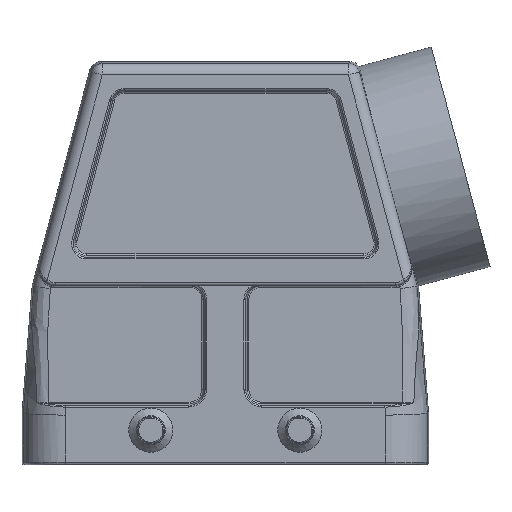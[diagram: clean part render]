
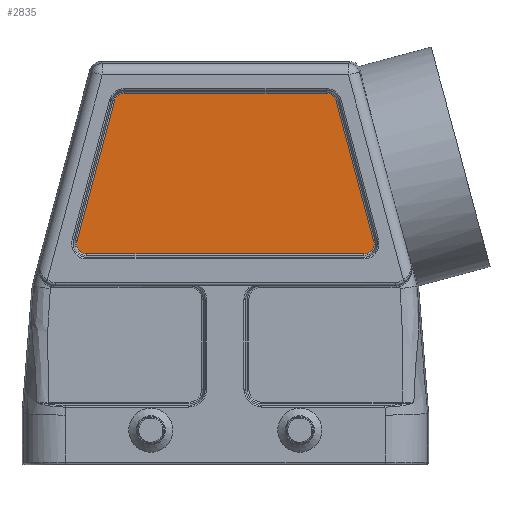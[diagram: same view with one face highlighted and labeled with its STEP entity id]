
A CAD part, front view. The second image highlights one B-rep face of the part: STEP entity #2835.
In plain terms, the highlighted planar face has unit normal (0, -1, 0).
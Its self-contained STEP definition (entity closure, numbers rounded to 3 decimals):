
#1054=FACE_OUTER_BOUND('',#3781,.T.);
#1490=CIRCLE('',#10002,1.835);
#1491=CIRCLE('',#10003,1.835);
#1492=CIRCLE('',#10004,1.835);
#1493=CIRCLE('',#10005,1.835);
#1880=LINE('',#17185,#2394);
#1881=LINE('',#17190,#2395);
#1882=LINE('',#17194,#2396);
#1883=LINE('',#17198,#2397);
#2394=VECTOR('',#11078,1.);
#2395=VECTOR('',#11081,1.);
#2396=VECTOR('',#11084,1.);
#2397=VECTOR('',#11087,1.);
#2835=ADVANCED_FACE('',(#1054),#3329,.F.);
#3329=PLANE('',#10006);
#3781=EDGE_LOOP('',(#4991,#4992,#4993,#4994,#4995,#4996,#4997,#4998));
#4991=ORIENTED_EDGE('',*,*,#8267,.T.);
#4992=ORIENTED_EDGE('',*,*,#8268,.T.);
#4993=ORIENTED_EDGE('',*,*,#8269,.T.);
#4994=ORIENTED_EDGE('',*,*,#8270,.T.);
#4995=ORIENTED_EDGE('',*,*,#8271,.T.);
#4996=ORIENTED_EDGE('',*,*,#8272,.T.);
#4997=ORIENTED_EDGE('',*,*,#8273,.T.);
#4998=ORIENTED_EDGE('',*,*,#8274,.T.);
#7338=VERTEX_POINT('',#17186);
#7339=VERTEX_POINT('',#17187);
#7340=VERTEX_POINT('',#17189);
#7341=VERTEX_POINT('',#17191);
#7342=VERTEX_POINT('',#17193);
#7343=VERTEX_POINT('',#17195);
#7344=VERTEX_POINT('',#17197);
#7345=VERTEX_POINT('',#17199);
#8267=EDGE_CURVE('',#7338,#7339,#1880,.T.);
#8268=EDGE_CURVE('',#7339,#7340,#1490,.T.);
#8269=EDGE_CURVE('',#7340,#7341,#1881,.T.);
#8270=EDGE_CURVE('',#7341,#7342,#1491,.T.);
#8271=EDGE_CURVE('',#7342,#7343,#1882,.T.);
#8272=EDGE_CURVE('',#7343,#7344,#1492,.T.);
#8273=EDGE_CURVE('',#7344,#7345,#1883,.T.);
#8274=EDGE_CURVE('',#7345,#7338,#1493,.T.);
#10002=AXIS2_PLACEMENT_3D('',#17188,#11079,#11080);
#10003=AXIS2_PLACEMENT_3D('',#17192,#11082,#11083);
#10004=AXIS2_PLACEMENT_3D('',#17196,#11085,#11086);
#10005=AXIS2_PLACEMENT_3D('',#17200,#11088,#11089);
#10006=AXIS2_PLACEMENT_3D('',#17201,#11090,#11091);
#11078=DIRECTION('',(-0.259,0.,0.966));
#11079=DIRECTION('',(0.,-1.,0.));
#11080=DIRECTION('',(0.,0.,1.));
#11081=DIRECTION('',(-1.,0.,0.));
#11082=DIRECTION('',(0.,-1.,0.));
#11083=DIRECTION('',(0.,0.,1.));
#11084=DIRECTION('',(-0.259,0.,-0.966));
#11085=DIRECTION('',(0.,-1.,0.));
#11086=DIRECTION('',(0.,0.,1.));
#11087=DIRECTION('',(1.,0.,0.));
#11088=DIRECTION('',(0.,-1.,0.));
#11089=DIRECTION('',(0.,0.,1.));
#11090=DIRECTION('',(0.,1.,0.));
#11091=DIRECTION('',(0.,0.,-1.));
#17185=CARTESIAN_POINT('',(19.8,-21.25,55.825));
#17186=CARTESIAN_POINT('',(26.498,-21.25,30.825));
#17187=CARTESIAN_POINT('',(19.8,-21.25,55.825));
#17188=CARTESIAN_POINT('',(18.027,-21.25,55.35));
#17189=CARTESIAN_POINT('',(18.027,-21.25,57.185));
#17190=CARTESIAN_POINT('',(-18.027,-21.25,57.185));
#17191=CARTESIAN_POINT('',(-18.027,-21.25,57.185));
#17192=CARTESIAN_POINT('',(-18.027,-21.25,55.35));
#17193=CARTESIAN_POINT('',(-19.8,-21.25,55.825));
#17194=CARTESIAN_POINT('',(-26.498,-21.25,30.825));
#17195=CARTESIAN_POINT('',(-26.498,-21.25,30.825));
#17196=CARTESIAN_POINT('',(-24.726,-21.25,30.35));
#17197=CARTESIAN_POINT('',(-24.726,-21.25,28.515));
#17198=CARTESIAN_POINT('',(24.726,-21.25,28.515));
#17199=CARTESIAN_POINT('',(24.726,-21.25,28.515));
#17200=CARTESIAN_POINT('',(24.726,-21.25,30.35));
#17201=CARTESIAN_POINT('',(18.027,-21.25,55.35));
